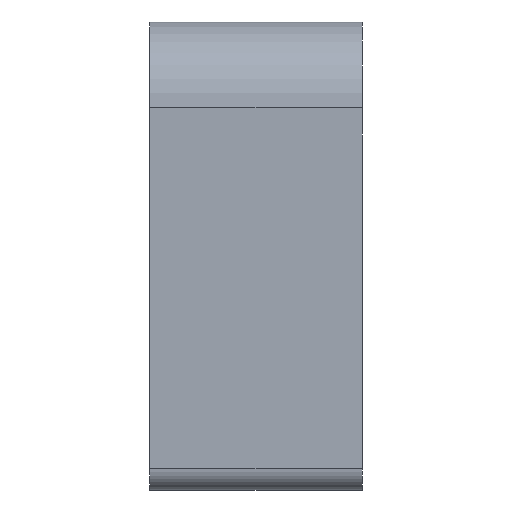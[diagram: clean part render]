
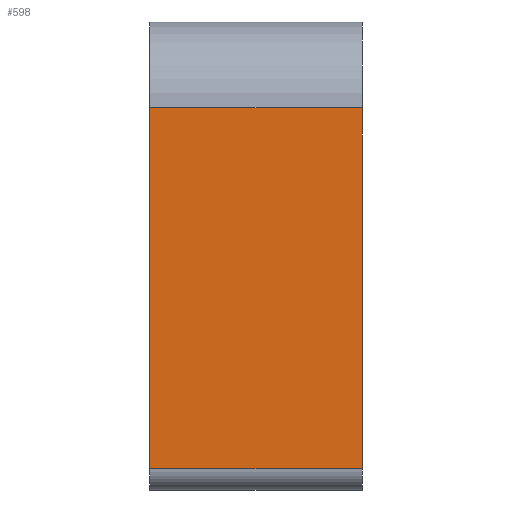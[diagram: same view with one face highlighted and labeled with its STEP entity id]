
A CAD part, left-side view. The second image highlights one B-rep face of the part: STEP entity #598.
In plain terms, the highlighted planar face has unit normal (-1, 0, 0).
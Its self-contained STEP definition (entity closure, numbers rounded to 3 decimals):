
#52=DIRECTION('',(0.,0.,1.));
#53=VECTOR('',#52,42.4);
#54=CARTESIAN_POINT('',(-37.25,0.,-48.4));
#55=LINE('',#54,#53);
#90=DIRECTION('',(0.,1.,0.));
#91=VECTOR('',#90,25.);
#92=CARTESIAN_POINT('',(-37.25,0.,-6.));
#93=LINE('',#92,#91);
#94=DIRECTION('',(0.,-1.,0.));
#95=VECTOR('',#94,25.);
#96=CARTESIAN_POINT('',(-37.25,25.,-48.4));
#97=LINE('',#96,#95);
#213=DIRECTION('',(0.,0.,1.));
#214=VECTOR('',#213,42.4);
#215=CARTESIAN_POINT('',(-37.25,25.,-48.4));
#216=LINE('',#215,#214);
#362=CARTESIAN_POINT('',(-37.25,0.,-6.));
#364=VERTEX_POINT('',#362);
#378=CARTESIAN_POINT('',(-37.25,25.,-6.));
#380=VERTEX_POINT('',#378);
#466=CARTESIAN_POINT('',(-37.25,0.,-48.4));
#468=VERTEX_POINT('',#466);
#472=CARTESIAN_POINT('',(-37.25,25.,-48.4));
#473=VERTEX_POINT('',#472);
#585=CARTESIAN_POINT('',(-37.25,0.,-50.9));
#586=DIRECTION('',(-1.,0.,0.));
#587=DIRECTION('',(0.,0.,1.));
#588=AXIS2_PLACEMENT_3D('',#585,#586,#587);
#589=PLANE('',#588);
#591=ORIENTED_EDGE('',*,*,#590,.F.);
#593=ORIENTED_EDGE('',*,*,#592,.T.);
#594=ORIENTED_EDGE('',*,*,#577,.F.);
#595=ORIENTED_EDGE('',*,*,#501,.F.);
#596=EDGE_LOOP('',(#591,#593,#594,#595));
#597=FACE_OUTER_BOUND('',#596,.F.);
#598=ADVANCED_FACE('',(#597),#589,.T.);
#501=EDGE_CURVE('',#468,#364,#55,.T.);
#577=EDGE_CURVE('',#364,#380,#93,.T.);
#590=EDGE_CURVE('',#473,#468,#97,.T.);
#592=EDGE_CURVE('',#473,#380,#216,.T.);
